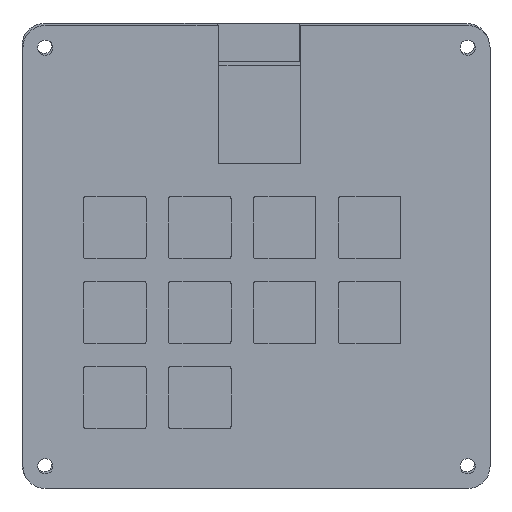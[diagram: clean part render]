
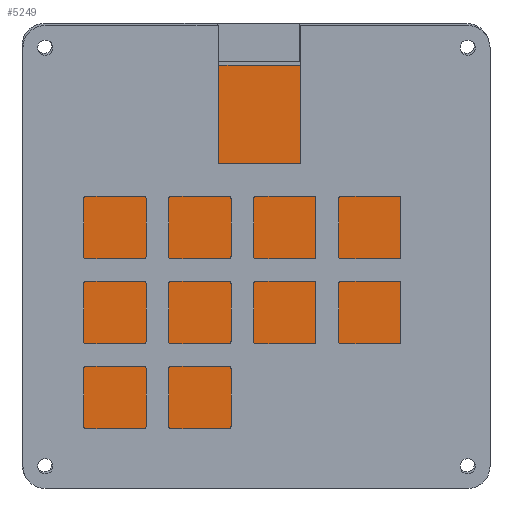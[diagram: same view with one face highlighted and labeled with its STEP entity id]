
A CAD part, top view. The second image highlights one B-rep face of the part: STEP entity #5249.
In plain terms, the highlighted planar face has unit normal (0, 0, 1).
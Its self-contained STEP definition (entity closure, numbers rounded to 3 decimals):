
#783=FACE_OUTER_BOUND('',#1105,.T.);
#1105=EDGE_LOOP('',(#4829,#4830,#4831,#4832));
#1573=LINE('',#9656,#2047);
#1574=LINE('',#9658,#2048);
#1575=LINE('',#9660,#2049);
#1576=LINE('',#9661,#2050);
#2047=VECTOR('',#6677,10.);
#2048=VECTOR('',#6678,10.);
#2049=VECTOR('',#6679,10.);
#2050=VECTOR('',#6680,10.);
#2559=VERTEX_POINT('',#9654);
#2560=VERTEX_POINT('',#9655);
#2561=VERTEX_POINT('',#9657);
#2562=VERTEX_POINT('',#9659);
#3317=EDGE_CURVE('',#2559,#2560,#1573,.T.);
#3318=EDGE_CURVE('',#2561,#2559,#1574,.T.);
#3319=EDGE_CURVE('',#2562,#2561,#1575,.T.);
#3320=EDGE_CURVE('',#2560,#2562,#1576,.T.);
#4829=ORIENTED_EDGE('',*,*,#3317,.F.);
#4830=ORIENTED_EDGE('',*,*,#3318,.F.);
#4831=ORIENTED_EDGE('',*,*,#3319,.F.);
#4832=ORIENTED_EDGE('',*,*,#3320,.F.);
#4976=PLANE('',#5589);
#5249=ADVANCED_FACE('',(#783),#4976,.F.);
#5589=AXIS2_PLACEMENT_3D('',#9653,#6675,#6676);
#6675=DIRECTION('center_axis',(0.,0.,-1.));
#6676=DIRECTION('ref_axis',(-1.,0.,0.));
#6677=DIRECTION('',(1.,0.,0.));
#6678=DIRECTION('',(0.,1.,0.));
#6679=DIRECTION('',(-1.,0.,0.));
#6680=DIRECTION('',(0.,-1.,0.));
#9653=CARTESIAN_POINT('Origin',(47.317,-81.137,-6.029));
#9654=CARTESIAN_POINT('',(0.749,7.851,-6.029));
#9655=CARTESIAN_POINT('',(85.449,7.851,-6.029));
#9656=CARTESIAN_POINT('',(66.383,7.851,-6.029));
#9657=CARTESIAN_POINT('',(0.749,-75.949,-6.029));
#9658=CARTESIAN_POINT('',(0.749,-36.643,-6.029));
#9659=CARTESIAN_POINT('',(85.449,-75.949,-6.029));
#9660=CARTESIAN_POINT('',(24.033,-75.949,-6.029));
#9661=CARTESIAN_POINT('',(85.449,-78.543,-6.029));
